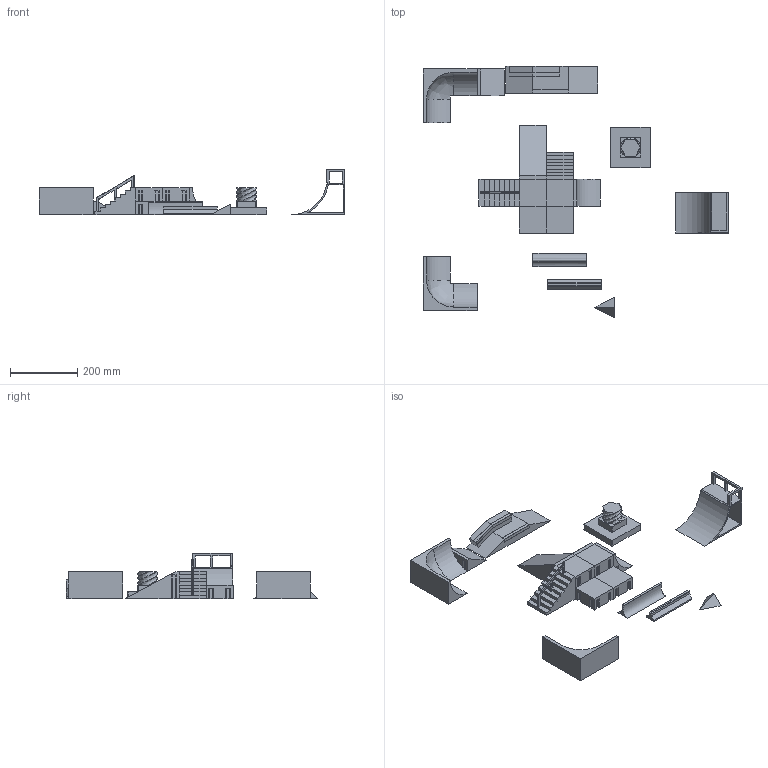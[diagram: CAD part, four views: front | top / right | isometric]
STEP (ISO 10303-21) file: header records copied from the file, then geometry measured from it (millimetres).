
FILE_DESCRIPTION(/* description */ (''),/* implementation_level */ '2;1');
FILE_NAME(/* name */ 'TinySkatepark v17.step',/* time_stamp */ '2021-12-26T13:29:41+01:00',/* author */ (''),/* organization */ (''),/* preprocessor_version */ 'ST-DEVELOPER v18.1',/* originating_system */ 'Autodesk Translation Framework v10.10.0.1391',/* authorisation */ '');
FILE_SCHEMA (('AUTOMOTIVE_DESIGN { 1 0 10303 214 3 1 1 }'));
Length unit declared in the file: millimetre
Products named in the file (22): TinySkatepark; Stairs; Stairs normal 1 unit; Stairs 1.5 unit + grindrail; Kickers; Kicker small 1 unit; Kicker 2unit; Box; box 2; Quarter Pipe; Quarter PIpe 1.5 unit; Quarterpipe 1 unit (1); quater pipe corner; Base; Grindrails; Grindrail; Grindrail triangle; Concrete rail; Base Normal 1unit; Base Low 1unit (1); street elements; Statue
Assembly tree (24 placements, depth 3):
  TinySkatepark
    Stairs
      Stairs normal 1 unit
      Stairs 1.5 unit + grindrail
    Kickers
      Kicker small 1 unit
      Kicker 2unit
    Box
      box 2
    Quarter Pipe
      Quarter PIpe 1.5 unit
      quater pipe corner  x2
      Quarterpipe 1 unit (1)
    Base
      Base Low 1unit (1)
      Base Normal 1unit
    Grindrails
      Grindrail
      Grindrail triangle
      Concrete rail
    Base Normal 1unit
    Base Low 1unit (1)
    street elements
      Statue
Bounding box: 906.45 x 745.58 x 133.96 mm (x, y, z)
Volume: 4327829.8 mm3; surface area: 870229 mm2
Topology: 21 solids, 21 shells, 690 faces, 1871 edges, 1235 vertices
Faces by surface type: plane 526, cylinder 140, cone 12, bspline 12
Full cylindrical faces by diameter (mm): 10.5 x4
Entity records: 18246 total; most frequent: CARTESIAN_POINT 3556, ORIENTED_EDGE 2984, DIRECTION 2876, EDGE_CURVE 1492, LINE 1244, VECTOR 1244, VERTEX_POINT 983, AXIS2_PLACEMENT_3D 816
